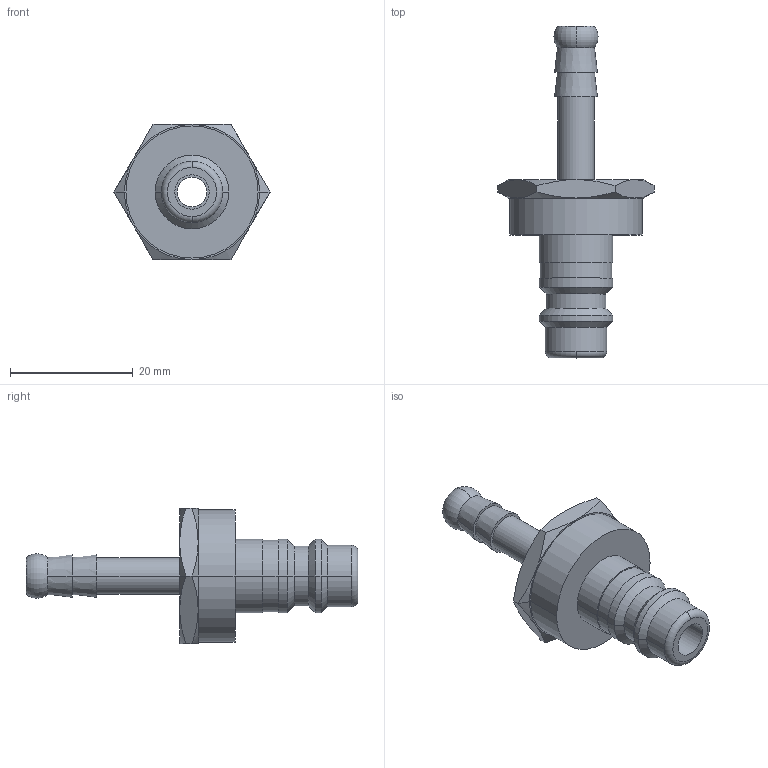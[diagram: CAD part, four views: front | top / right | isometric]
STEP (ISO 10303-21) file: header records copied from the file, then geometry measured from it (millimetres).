
FILE_DESCRIPTION(('STEP AP214'),'1');
FILE_NAME('ESE_6_SAB.stp','2020-08-17T11:38:24',('TraceParts'),('TraceParts S.A.'),'Spatial InterOp 3D',' ',' ');
FILE_SCHEMA(('AUTOMOTIVE_DESIGN { 1 0 10303 214 1 1 1 1 }'));
Length unit declared in the file: millimetre
Products named in the file (1): ESE_6_SAB
Bounding box: 25.4 x 54 x 22 mm (x, y, z)
Volume: 5000.5 mm3; surface area: 3483.1 mm2
Topology: 1 solids, 1 shells, 66 faces, 142 edges, 86 vertices
Faces by surface type: cone 26, cylinder 20, plane 16, torus 4
Entity records: 2368 total; most frequent: CARTESIAN_POINT 391, DIRECTION 330, ORIENTED_EDGE 284, AXIS2_PLACEMENT_3D 145, EDGE_CURVE 142, VERTEX_POINT 86, CIRCLE 78, EDGE_LOOP 76
